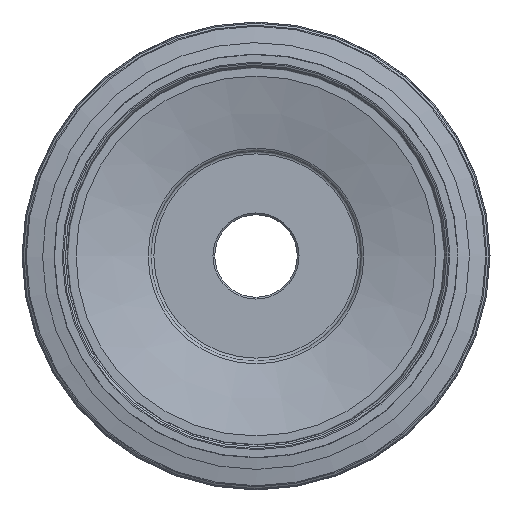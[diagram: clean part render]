
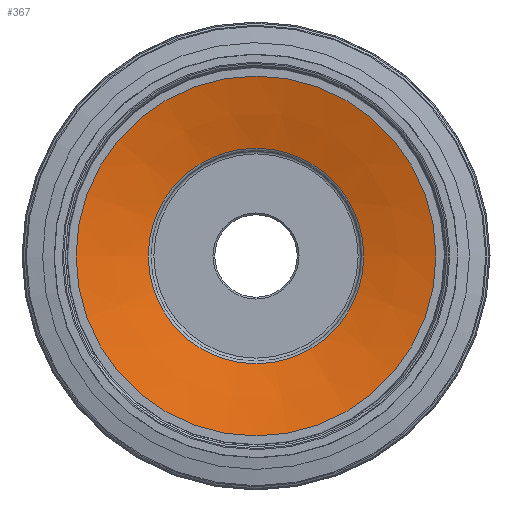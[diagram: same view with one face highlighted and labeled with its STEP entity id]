
A CAD part, front view. The second image highlights one B-rep face of the part: STEP entity #367.
In plain terms, the highlighted conical face has half-angle 75 degrees and reference radius 48.025 mm.
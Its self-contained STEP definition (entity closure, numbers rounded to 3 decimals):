
#115=CONICAL_SURFACE('',#1984,48.025,75.);
#367=ADVANCED_FACE('',(#675,#676),#115,.F.);
#675=FACE_BOUND('',#809,.T.);
#676=FACE_BOUND('',#810,.T.);
#809=EDGE_LOOP('',(#1016));
#810=EDGE_LOOP('',(#1017));
#1016=ORIENTED_EDGE('',*,*,#1480,.T.);
#1017=ORIENTED_EDGE('',*,*,#1479,.T.);
#1339=VERTEX_POINT('',#3130);
#1340=VERTEX_POINT('',#3133);
#1479=EDGE_CURVE('',#1339,#1339,#1637,.T.);
#1480=EDGE_CURVE('',#1340,#1340,#1638,.T.);
#1637=CIRCLE('',#1981,48.025);
#1638=CIRCLE('',#1983,28.791);
#1981=AXIS2_PLACEMENT_3D('',#3129,#2327,#2328);
#1983=AXIS2_PLACEMENT_3D('',#3132,#2331,#2332);
#1984=AXIS2_PLACEMENT_3D('',#3134,#2333,#2334);
#2327=DIRECTION('',(0.,-1.,0.));
#2328=DIRECTION('',(-1.,0.,0.));
#2331=DIRECTION('',(0.,1.,0.));
#2332=DIRECTION('',(1.,0.,0.));
#2333=DIRECTION('',(0.,-1.,0.));
#2334=DIRECTION('',(-1.,0.,0.));
#3129=CARTESIAN_POINT('',(0.,-60.65,0.));
#3130=CARTESIAN_POINT('',(-48.025,-60.65,0.));
#3132=CARTESIAN_POINT('',(0.,-55.496,0.));
#3133=CARTESIAN_POINT('',(28.791,-55.496,0.));
#3134=CARTESIAN_POINT('',(0.,-60.65,0.));
